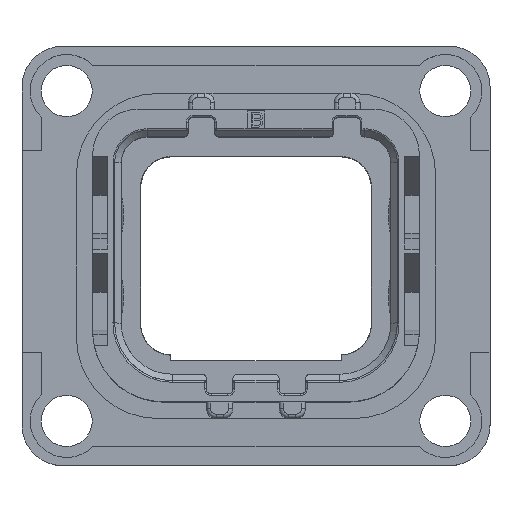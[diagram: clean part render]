
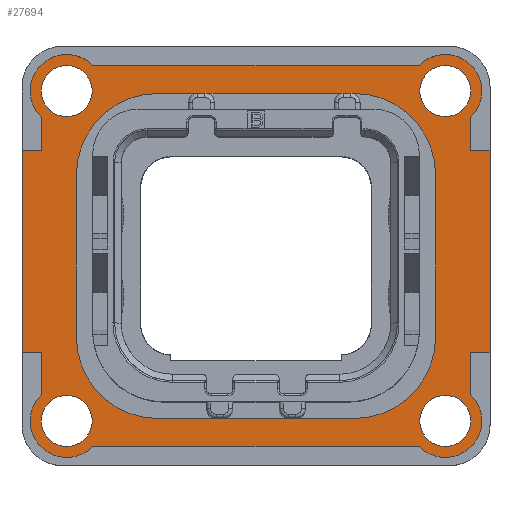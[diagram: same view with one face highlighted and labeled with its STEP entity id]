
A CAD part, top view. The second image highlights one B-rep face of the part: STEP entity #27694.
In plain terms, the highlighted planar face has unit normal (0, 0, 1).
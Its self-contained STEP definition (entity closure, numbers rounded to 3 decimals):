
#97=DIRECTION('',(0.,-1.,0.));
#98=VECTOR('',#97,12.45);
#99=CARTESIAN_POINT('',(-14.4,6.5,1.5));
#100=LINE('',#99,#98);
#160=CARTESIAN_POINT('',(-11.65,10.15,1.5));
#161=DIRECTION('',(0.,0.,1.));
#162=DIRECTION('',(0.716,0.698,0.));
#163=AXIS2_PLACEMENT_3D('',#160,#161,#162);
#173=CARTESIAN_POINT('',(11.65,10.15,1.5));
#174=DIRECTION('',(0.,0.,1.));
#175=DIRECTION('',(0.698,-0.716,0.));
#176=AXIS2_PLACEMENT_3D('',#173,#174,#175);
#183=DIRECTION('',(0.,1.,0.));
#184=VECTOR('',#183,2.588);
#185=CARTESIAN_POINT('',(13.22,-8.538,1.5));
#186=LINE('',#185,#184);
#187=DIRECTION('',(1.,0.,0.));
#188=VECTOR('',#187,20.077);
#189=CARTESIAN_POINT('',(-10.038,-11.72,1.5));
#190=LINE('',#189,#188);
#191=DIRECTION('',(0.,-1.,0.));
#192=VECTOR('',#191,2.588);
#193=CARTESIAN_POINT('',(-13.22,-5.95,1.5));
#194=LINE('',#193,#192);
#195=DIRECTION('',(1.,0.,0.));
#196=VECTOR('',#195,1.18);
#197=CARTESIAN_POINT('',(-14.4,-5.95,1.5));
#198=LINE('',#197,#196);
#199=DIRECTION('',(-1.,0.,0.));
#200=VECTOR('',#199,1.18);
#201=CARTESIAN_POINT('',(-13.22,6.5,1.5));
#202=LINE('',#201,#200);
#203=DIRECTION('',(0.,-1.,0.));
#204=VECTOR('',#203,2.038);
#205=CARTESIAN_POINT('',(-13.22,8.538,1.5));
#206=LINE('',#205,#204);
#207=DIRECTION('',(-1.,0.,0.));
#208=VECTOR('',#207,20.077);
#209=CARTESIAN_POINT('',(10.038,11.72,1.5));
#210=LINE('',#209,#208);
#211=DIRECTION('',(0.,1.,0.));
#212=VECTOR('',#211,2.038);
#213=CARTESIAN_POINT('',(13.22,6.5,1.5));
#214=LINE('',#213,#212);
#215=DIRECTION('',(-1.,0.,0.));
#216=VECTOR('',#215,1.18);
#217=CARTESIAN_POINT('',(14.4,6.5,1.5));
#218=LINE('',#217,#216);
#219=DIRECTION('',(1.,0.,0.));
#220=VECTOR('',#219,1.18);
#221=CARTESIAN_POINT('',(13.22,-5.95,1.5));
#222=LINE('',#221,#220);
#223=CARTESIAN_POINT('',(11.65,-10.15,1.5));
#224=DIRECTION('',(0.,0.,1.));
#225=DIRECTION('',(-1.,0.,0.));
#226=AXIS2_PLACEMENT_3D('',#223,#224,#225);
#228=CARTESIAN_POINT('',(-11.65,-10.15,1.5));
#229=DIRECTION('',(0.,0.,1.));
#230=DIRECTION('',(-1.,0.,0.));
#231=AXIS2_PLACEMENT_3D('',#228,#229,#230);
#233=CARTESIAN_POINT('',(-11.65,10.15,1.5));
#234=DIRECTION('',(0.,0.,1.));
#235=DIRECTION('',(1.,0.,0.));
#236=AXIS2_PLACEMENT_3D('',#233,#234,#235);
#238=CARTESIAN_POINT('',(11.65,10.15,1.5));
#239=DIRECTION('',(0.,0.,1.));
#240=DIRECTION('',(1.,0.,0.));
#241=AXIS2_PLACEMENT_3D('',#238,#239,#240);
#243=CARTESIAN_POINT('',(6.05,5.,1.5));
#244=DIRECTION('',(0.,0.,-1.));
#245=DIRECTION('',(0.,1.,0.));
#246=AXIS2_PLACEMENT_3D('',#243,#244,#245);
#248=DIRECTION('',(1.,0.,0.));
#249=VECTOR('',#248,12.1);
#250=CARTESIAN_POINT('',(-6.05,10.,1.5));
#251=LINE('',#250,#249);
#252=CARTESIAN_POINT('',(-6.05,5.,1.5));
#253=DIRECTION('',(0.,0.,-1.));
#254=DIRECTION('',(-1.,0.,0.));
#255=AXIS2_PLACEMENT_3D('',#252,#253,#254);
#257=DIRECTION('',(0.,1.,0.));
#258=VECTOR('',#257,10.);
#259=CARTESIAN_POINT('',(-11.05,-5.,1.5));
#260=LINE('',#259,#258);
#261=CARTESIAN_POINT('',(-6.05,-5.,1.5));
#262=DIRECTION('',(0.,0.,-1.));
#263=DIRECTION('',(0.,-1.,0.));
#264=AXIS2_PLACEMENT_3D('',#261,#262,#263);
#266=DIRECTION('',(-1.,0.,0.));
#267=VECTOR('',#266,12.1);
#268=CARTESIAN_POINT('',(6.05,-10.,1.5));
#269=LINE('',#268,#267);
#270=CARTESIAN_POINT('',(6.05,-5.,1.5));
#271=DIRECTION('',(0.,0.,-1.));
#272=DIRECTION('',(1.,0.,0.));
#273=AXIS2_PLACEMENT_3D('',#270,#271,#272);
#275=DIRECTION('',(0.,-1.,0.));
#276=VECTOR('',#275,10.);
#277=CARTESIAN_POINT('',(11.05,5.,1.5));
#278=LINE('',#277,#276);
#283=CARTESIAN_POINT('',(11.65,-10.15,1.5));
#284=DIRECTION('',(0.,0.,1.));
#285=DIRECTION('',(-0.716,-0.698,0.));
#286=AXIS2_PLACEMENT_3D('',#283,#284,#285);
#340=CARTESIAN_POINT('',(-11.65,-10.15,1.5));
#341=DIRECTION('',(0.,0.,1.));
#342=DIRECTION('',(-0.698,0.716,0.));
#343=AXIS2_PLACEMENT_3D('',#340,#341,#342);
#369=DIRECTION('',(0.,1.,0.));
#370=VECTOR('',#369,12.45);
#371=CARTESIAN_POINT('',(14.4,-5.95,1.5));
#372=LINE('',#371,#370);
#425=CARTESIAN_POINT('',(11.65,-10.15,1.5));
#426=DIRECTION('',(0.,0.,1.));
#427=DIRECTION('',(1.,0.,0.));
#428=AXIS2_PLACEMENT_3D('',#425,#426,#427);
#430=CARTESIAN_POINT('',(-11.65,-10.15,1.5));
#431=DIRECTION('',(0.,0.,1.));
#432=DIRECTION('',(1.,0.,0.));
#433=AXIS2_PLACEMENT_3D('',#430,#431,#432);
#451=CARTESIAN_POINT('',(-11.65,10.15,1.5));
#452=DIRECTION('',(0.,0.,1.));
#453=DIRECTION('',(-1.,0.,0.));
#454=AXIS2_PLACEMENT_3D('',#451,#452,#453);
#456=CARTESIAN_POINT('',(11.65,10.15,1.5));
#457=DIRECTION('',(0.,0.,1.));
#458=DIRECTION('',(-1.,0.,0.));
#459=AXIS2_PLACEMENT_3D('',#456,#457,#458);
#23505=CARTESIAN_POINT('',(-6.05,10.,1.5));
#23506=CARTESIAN_POINT('',(6.05,10.,1.5));
#23507=VERTEX_POINT('',#23505);
#23508=VERTEX_POINT('',#23506);
#23509=CARTESIAN_POINT('',(11.05,-5.,1.5));
#23510=CARTESIAN_POINT('',(6.05,-10.,1.5));
#23511=VERTEX_POINT('',#23509);
#23512=VERTEX_POINT('',#23510);
#23513=CARTESIAN_POINT('',(11.05,5.,1.5));
#23514=VERTEX_POINT('',#23513);
#23515=CARTESIAN_POINT('',(-11.05,5.,1.5));
#23516=VERTEX_POINT('',#23515);
#23517=CARTESIAN_POINT('',(-11.05,-5.,1.5));
#23518=VERTEX_POINT('',#23517);
#23519=CARTESIAN_POINT('',(-6.05,-10.,1.5));
#23520=VERTEX_POINT('',#23519);
#23549=CARTESIAN_POINT('',(14.4,-5.95,1.5));
#23550=CARTESIAN_POINT('',(14.4,6.5,1.5));
#23551=VERTEX_POINT('',#23549);
#23552=VERTEX_POINT('',#23550);
#23553=CARTESIAN_POINT('',(-14.4,6.5,1.5));
#23554=CARTESIAN_POINT('',(-14.4,-5.95,1.5));
#23555=VERTEX_POINT('',#23553);
#23556=VERTEX_POINT('',#23554);
#23557=CARTESIAN_POINT('',(10.08,10.15,1.5));
#23558=VERTEX_POINT('',#23557);
#23559=CARTESIAN_POINT('',(-10.08,10.15,1.5));
#23560=VERTEX_POINT('',#23559);
#23561=CARTESIAN_POINT('',(-10.08,-10.15,1.5));
#23562=VERTEX_POINT('',#23561);
#23563=CARTESIAN_POINT('',(10.08,-10.15,1.5));
#23564=VERTEX_POINT('',#23563);
#23565=CARTESIAN_POINT('',(-13.22,6.5,1.5));
#23566=VERTEX_POINT('',#23565);
#23567=CARTESIAN_POINT('',(13.22,6.5,1.5));
#23568=VERTEX_POINT('',#23567);
#23569=CARTESIAN_POINT('',(-13.22,-5.95,1.5));
#23570=VERTEX_POINT('',#23569);
#23885=CARTESIAN_POINT('',(13.22,-5.95,1.5));
#23886=VERTEX_POINT('',#23885);
#24216=CARTESIAN_POINT('',(13.22,8.538,1.5));
#24218=VERTEX_POINT('',#24216);
#24220=CARTESIAN_POINT('',(-10.038,-11.72,1.5));
#24222=VERTEX_POINT('',#24220);
#24224=CARTESIAN_POINT('',(10.038,-11.72,1.5));
#24226=VERTEX_POINT('',#24224);
#24228=CARTESIAN_POINT('',(-13.22,-8.538,1.5));
#24230=VERTEX_POINT('',#24228);
#24232=CARTESIAN_POINT('',(-10.038,11.72,1.5));
#24234=VERTEX_POINT('',#24232);
#24236=CARTESIAN_POINT('',(10.038,11.72,1.5));
#24238=VERTEX_POINT('',#24236);
#24240=CARTESIAN_POINT('',(-13.22,8.538,1.5));
#24242=VERTEX_POINT('',#24240);
#24244=CARTESIAN_POINT('',(13.22,-8.538,1.5));
#24246=VERTEX_POINT('',#24244);
#24248=CARTESIAN_POINT('',(13.22,10.15,1.5));
#24249=VERTEX_POINT('',#24248);
#24250=CARTESIAN_POINT('',(-13.22,10.15,1.5));
#24251=VERTEX_POINT('',#24250);
#24252=CARTESIAN_POINT('',(-13.22,-10.15,1.5));
#24253=VERTEX_POINT('',#24252);
#24254=CARTESIAN_POINT('',(13.22,-10.15,1.5));
#24255=VERTEX_POINT('',#24254);
#27617=CARTESIAN_POINT('',(0.,0.,1.5));
#27618=DIRECTION('',(0.,0.,1.));
#27619=DIRECTION('',(1.,0.,0.));
#27620=AXIS2_PLACEMENT_3D('',#27617,#27618,#27619);
#27621=PLANE('',#27620);
#27623=ORIENTED_EDGE('',*,*,#27622,.F.);
#27625=ORIENTED_EDGE('',*,*,#27624,.F.);
#27627=ORIENTED_EDGE('',*,*,#27626,.F.);
#27629=ORIENTED_EDGE('',*,*,#27628,.F.);
#27631=ORIENTED_EDGE('',*,*,#27630,.F.);
#27633=ORIENTED_EDGE('',*,*,#27632,.F.);
#27634=ORIENTED_EDGE('',*,*,#27530,.F.);
#27636=ORIENTED_EDGE('',*,*,#27635,.F.);
#27638=ORIENTED_EDGE('',*,*,#27637,.F.);
#27639=ORIENTED_EDGE('',*,*,#27582,.F.);
#27640=ORIENTED_EDGE('',*,*,#27598,.F.);
#27641=ORIENTED_EDGE('',*,*,#27608,.F.);
#27643=ORIENTED_EDGE('',*,*,#27642,.F.);
#27645=ORIENTED_EDGE('',*,*,#27644,.F.);
#27647=ORIENTED_EDGE('',*,*,#27646,.F.);
#27649=ORIENTED_EDGE('',*,*,#27648,.F.);
#27650=EDGE_LOOP('',(#27623,#27625,#27627,#27629,#27631,#27633,#27634,#27636,
#27638,#27639,#27640,#27641,#27643,#27645,#27647,#27649));
#27651=FACE_OUTER_BOUND('',#27650,.F.);
#27653=ORIENTED_EDGE('',*,*,#27652,.T.);
#27655=ORIENTED_EDGE('',*,*,#27654,.T.);
#27656=EDGE_LOOP('',(#27653,#27655));
#27657=FACE_BOUND('',#27656,.F.);
#27659=ORIENTED_EDGE('',*,*,#27658,.T.);
#27661=ORIENTED_EDGE('',*,*,#27660,.T.);
#27662=EDGE_LOOP('',(#27659,#27661));
#27663=FACE_BOUND('',#27662,.F.);
#27665=ORIENTED_EDGE('',*,*,#27664,.T.);
#27667=ORIENTED_EDGE('',*,*,#27666,.T.);
#27668=EDGE_LOOP('',(#27665,#27667));
#27669=FACE_BOUND('',#27668,.F.);
#27671=ORIENTED_EDGE('',*,*,#27670,.T.);
#27673=ORIENTED_EDGE('',*,*,#27672,.T.);
#27674=EDGE_LOOP('',(#27671,#27673));
#27675=FACE_BOUND('',#27674,.F.);
#27677=ORIENTED_EDGE('',*,*,#27676,.F.);
#27679=ORIENTED_EDGE('',*,*,#27678,.F.);
#27681=ORIENTED_EDGE('',*,*,#27680,.F.);
#27683=ORIENTED_EDGE('',*,*,#27682,.F.);
#27685=ORIENTED_EDGE('',*,*,#27684,.F.);
#27687=ORIENTED_EDGE('',*,*,#27686,.F.);
#27689=ORIENTED_EDGE('',*,*,#27688,.F.);
#27691=ORIENTED_EDGE('',*,*,#27690,.F.);
#27692=EDGE_LOOP('',(#27677,#27679,#27681,#27683,#27685,#27687,#27689,#27691));
#27693=FACE_BOUND('',#27692,.F.);
#27694=ADVANCED_FACE('',(#27651,#27657,#27663,#27669,#27675,#27693),#27621,.T.);
#164=CIRCLE('',#163,2.25);
#177=CIRCLE('',#176,2.25);
#227=CIRCLE('',#226,1.57);
#232=CIRCLE('',#231,1.57);
#237=CIRCLE('',#236,1.57);
#242=CIRCLE('',#241,1.57);
#247=CIRCLE('',#246,5.);
#256=CIRCLE('',#255,5.);
#265=CIRCLE('',#264,5.);
#274=CIRCLE('',#273,5.);
#287=CIRCLE('',#286,2.25);
#344=CIRCLE('',#343,2.25);
#429=CIRCLE('',#428,1.57);
#434=CIRCLE('',#433,1.57);
#455=CIRCLE('',#454,1.57);
#460=CIRCLE('',#459,1.57);
#27530=EDGE_CURVE('',#23555,#23556,#100,.T.);
#27582=EDGE_CURVE('',#24234,#24242,#164,.T.);
#27598=EDGE_CURVE('',#24238,#24234,#210,.T.);
#27608=EDGE_CURVE('',#24218,#24238,#177,.T.);
#27622=EDGE_CURVE('',#24246,#23886,#186,.T.);
#27624=EDGE_CURVE('',#24226,#24246,#287,.T.);
#27626=EDGE_CURVE('',#24222,#24226,#190,.T.);
#27628=EDGE_CURVE('',#24230,#24222,#344,.T.);
#27630=EDGE_CURVE('',#23570,#24230,#194,.T.);
#27632=EDGE_CURVE('',#23556,#23570,#198,.T.);
#27635=EDGE_CURVE('',#23566,#23555,#202,.T.);
#27637=EDGE_CURVE('',#24242,#23566,#206,.T.);
#27642=EDGE_CURVE('',#23568,#24218,#214,.T.);
#27644=EDGE_CURVE('',#23552,#23568,#218,.T.);
#27646=EDGE_CURVE('',#23551,#23552,#372,.T.);
#27648=EDGE_CURVE('',#23886,#23551,#222,.T.);
#27652=EDGE_CURVE('',#23564,#24255,#227,.T.);
#27654=EDGE_CURVE('',#24255,#23564,#429,.T.);
#27658=EDGE_CURVE('',#23562,#24253,#434,.T.);
#27660=EDGE_CURVE('',#24253,#23562,#232,.T.);
#27664=EDGE_CURVE('',#23560,#24251,#237,.T.);
#27666=EDGE_CURVE('',#24251,#23560,#455,.T.);
#27670=EDGE_CURVE('',#23558,#24249,#460,.T.);
#27672=EDGE_CURVE('',#24249,#23558,#242,.T.);
#27676=EDGE_CURVE('',#23508,#23514,#247,.T.);
#27678=EDGE_CURVE('',#23507,#23508,#251,.T.);
#27680=EDGE_CURVE('',#23516,#23507,#256,.T.);
#27682=EDGE_CURVE('',#23518,#23516,#260,.T.);
#27684=EDGE_CURVE('',#23520,#23518,#265,.T.);
#27686=EDGE_CURVE('',#23512,#23520,#269,.T.);
#27688=EDGE_CURVE('',#23511,#23512,#274,.T.);
#27690=EDGE_CURVE('',#23514,#23511,#278,.T.);
